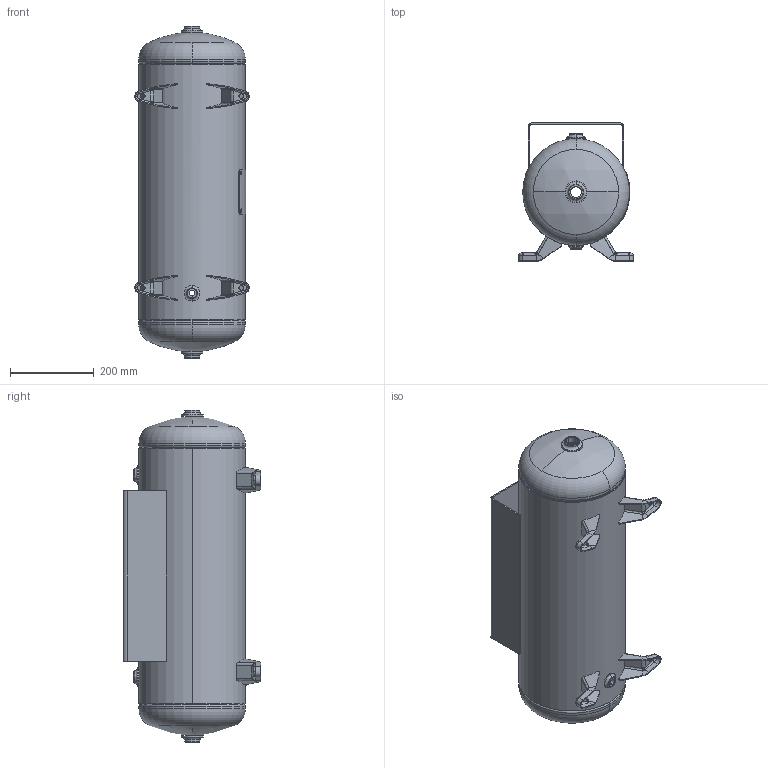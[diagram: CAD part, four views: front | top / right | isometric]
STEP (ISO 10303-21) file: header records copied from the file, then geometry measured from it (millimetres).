
FILE_DESCRIPTION (( 'STEP AP203' ), '1' );
FILE_NAME ('302462.STEP', '2012-03-06T17:19:16', ( '' ), ( '' ), 'SwSTEP 2.0', 'SolidWorks 2011', '' );
FILE_SCHEMA (( 'CONFIG_CONTROL_DESIGN' ));
Length unit declared in the file: inch
Products named in the file (1): 302462
Bounding box: 273.05 x 329.19 x 792.18 mm (x, y, z)
Surface area: 1095425.9 mm2 (no closed solid volume)
Topology: 0 solids, 21 shells, 359 faces, 912 edges, 564 vertices
Faces by surface type: cylinder 108, plane 97, bspline 84, torus 66, sphere 4
Full cylindrical faces by diameter (mm): 254 x1
Entity records: 16377 total; most frequent: CARTESIAN_POINT 8518, ORIENTED_EDGE 1676, DIRECTION 1458, EDGE_CURVE 904, AXIS2_PLACEMENT_3D 606, VERTEX_POINT 564, EDGE_LOOP 388, FACE_OUTER_BOUND 359
